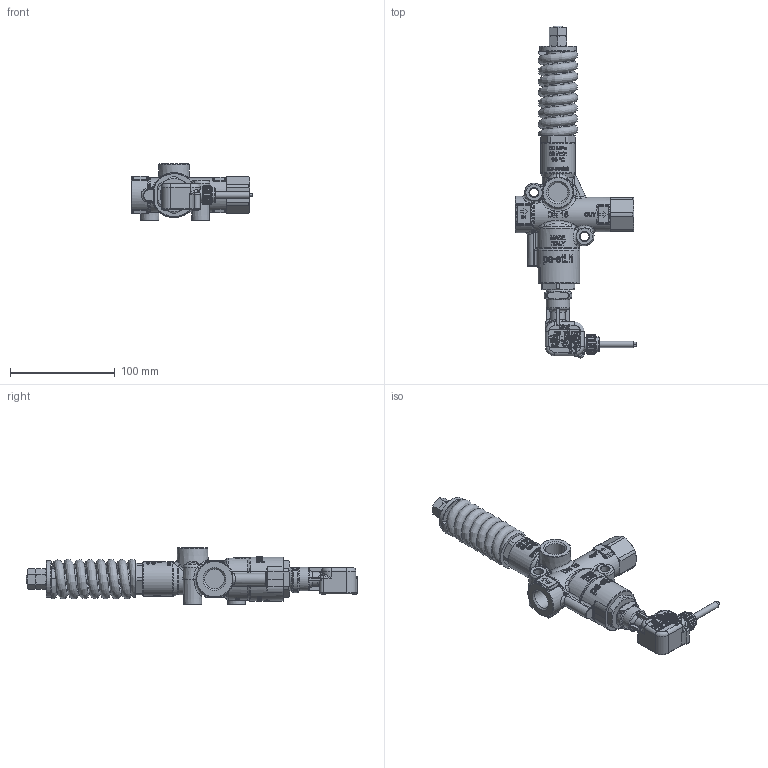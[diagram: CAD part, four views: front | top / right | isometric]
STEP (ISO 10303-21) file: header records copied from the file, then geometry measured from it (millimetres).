
FILE_DESCRIPTION(/* description */ (''),/* implementation_level */ '2;1');
FILE_NAME(/* name */ '60265000.stp',/* time_stamp */ '2013-11-26T15:53:33+01:00',/* author */ ('C.P.'),/* organization */ (''),/* preprocessor_version */ 'ST-DEVELOPER v15.2',/* originating_system */ 'Autodesk Inventor 2014',/* authorisation */ '');
FILE_SCHEMA (('AUTOMOTIVE_DESIGN { 1 0 10303 214 3 1 1 }'));
Products named in the file (1): 60265000
Bounding box: 116.5 x 317.49 x 54 mm (x, y, z)
Volume: 344681.3 mm3; surface area: 73860.6 mm2
Topology: 1 solids, 6 shells, 3436 faces, 8891 edges, 5611 vertices
Faces by surface type: plane 1460, bspline 1184, cylinder 492, cone 117, torus 113, sphere 70
Full cylindrical faces by diameter (mm): 1.8 x2, 2 x2, 2.4 x1, 3 x1, 4.9 x2, 5 x2, 6 x1, 8.5 x2, 9.9 x4, 9.96 x1, 10.8 x1, 10.909 x1, 12 x2, 13.157 x1, 14.5 x1, 16.5 x1, 18.631 x3, 20 x2, 22.5 x1, 33 x2, 35 x2
Entity records: 131190 total; most frequent: CARTESIAN_POINT 53148, ORIENTED_EDGE 17376, DIRECTION 12447, EDGE_CURVE 8685, VERTEX_POINT 5576, AXIS2_PLACEMENT_3D 4165, LINE 4117, VECTOR 4117
